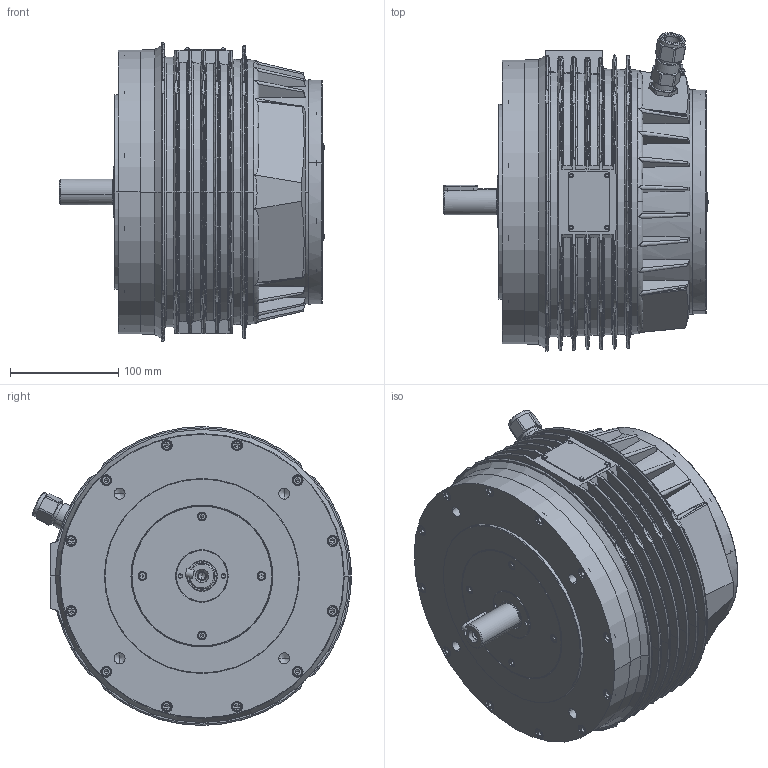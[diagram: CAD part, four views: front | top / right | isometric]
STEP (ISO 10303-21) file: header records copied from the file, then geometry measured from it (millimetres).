
FILE_DESCRIPTION((''),'2;1');
FILE_NAME('MS-22 EExd II T5.stp','2014-05-16T11:08:32',('arodrigo'),(''),'Autodesk Inventor 9','Autodesk Inventor 9','');
FILE_SCHEMA(('AUTOMOTIVE_DESIGN { 1 0 10303 214 1 1 1 1 }'));
Length unit declared in the file: millimetre
Products named in the file (1): Pieza1
Bounding box: 245.28 x 294.26 x 276 mm (x, y, z)
Volume: 7646834.3 mm3; surface area: 522552.5 mm2
Topology: 1 solids, 41 shells, 1445 faces, 3727 edges, 2414 vertices
Faces by surface type: plane 454, bspline 382, cylinder 231, cone 206, torus 166, sphere 6
Entity records: 56258 total; most frequent: CARTESIAN_POINT 23421, ORIENTED_EDGE 7306, DIRECTION 6395, EDGE_CURVE 3653, AXIS2_PLACEMENT_3D 2628, VERTEX_POINT 2414, EDGE_LOOP 1645, CIRCLE 1560
